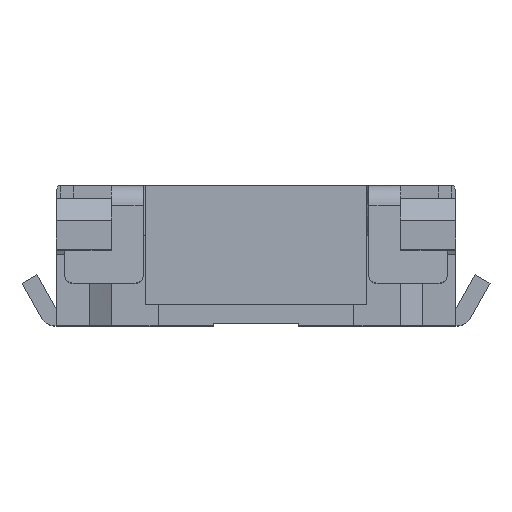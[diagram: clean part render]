
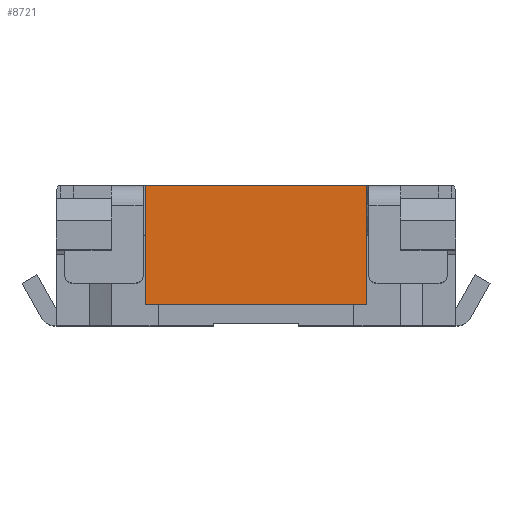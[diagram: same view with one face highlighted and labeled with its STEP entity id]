
A CAD part, top view. The second image highlights one B-rep face of the part: STEP entity #8721.
In plain terms, the highlighted planar face has unit normal (0, 0, 1).
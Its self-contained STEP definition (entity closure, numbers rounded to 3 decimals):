
#774 = ORIENTED_EDGE ( 'NONE', *, *, #8434, .F. ) ;
#776 = ORIENTED_EDGE ( 'NONE', *, *, #8572, .F. ) ;
#777 = ORIENTED_EDGE ( 'NONE', *, *, #8590, .T. ) ;
#781 = ORIENTED_EDGE ( 'NONE', *, *, #8589, .T. ) ;
#1098 = EDGE_LOOP ( 'NONE', ( #781, #776, #774, #777 ) ) ;
#1374 = DIRECTION ( 'NONE',  ( -1., 0., 0. ) ) ;
#1375 = CARTESIAN_POINT ( 'NONE',  ( 1.3, 0.247, 2.75 ) ) ;
#2485 = VECTOR ( 'NONE', #1374, 1000. ) ;
#3505 = VERTEX_POINT ( 'NONE', #4331 ) ;
#3506 = VERTEX_POINT ( 'NONE', #4332 ) ;
#3508 = VERTEX_POINT ( 'NONE', #4334 ) ;
#3509 = VERTEX_POINT ( 'NONE', #4326 ) ;
#4326 = CARTESIAN_POINT ( 'NONE',  ( -1.3, 0.247, 2.75 ) ) ;
#4331 = CARTESIAN_POINT ( 'NONE',  ( -1.3, 1.647, 2.75 ) ) ;
#4332 = CARTESIAN_POINT ( 'NONE',  ( 1.3, 1.647, 2.75 ) ) ;
#4334 = CARTESIAN_POINT ( 'NONE',  ( 1.3, 0.247, 2.75 ) ) ;
#6202 = LINE ( 'NONE', #1375, #2485 ) ;
#6336 = LINE ( 'NONE', #7125, #8213 ) ;
#6359 = LINE ( 'NONE', #7171, #8126 ) ;
#6360 = LINE ( 'NONE', #7140, #8046 ) ;
#6486 = FACE_OUTER_BOUND ( 'NONE', #1098, .T. ) ;
#7125 = CARTESIAN_POINT ( 'NONE',  ( -1.3, 0.247, 2.75 ) ) ;
#7126 = DIRECTION ( 'NONE',  ( 0., 1., 0. ) ) ;
#7140 = CARTESIAN_POINT ( 'NONE',  ( 1.3, 0.247, 2.75 ) ) ;
#7141 = DIRECTION ( 'NONE',  ( 0., 1., 0. ) ) ;
#7171 = CARTESIAN_POINT ( 'NONE',  ( 1.3, 1.647, 2.75 ) ) ;
#7172 = DIRECTION ( 'NONE',  ( -1., 0., 0. ) ) ;
#7518 = PLANE ( 'NONE',  #8149 ) ;
#7519 = CARTESIAN_POINT ( 'NONE',  ( 1.3, 0.247, 2.75 ) ) ;
#7520 = DIRECTION ( 'NONE',  ( 0., 0., 1. ) ) ;
#7521 = DIRECTION ( 'NONE',  ( 1., 0., 0. ) ) ;
#8046 = VECTOR ( 'NONE', #7141, 1000. ) ;
#8126 = VECTOR ( 'NONE', #7172, 1000. ) ;
#8149 = AXIS2_PLACEMENT_3D ( 'NONE', #7519, #7520, #7521 ) ;
#8213 = VECTOR ( 'NONE', #7126, 1000. ) ;
#8434 = EDGE_CURVE ( 'NONE', #3508, #3509, #6202, .T. ) ;
#8572 = EDGE_CURVE ( 'NONE', #3509, #3505, #6336, .T. ) ;
#8589 = EDGE_CURVE ( 'NONE', #3506, #3505, #6359, .T. ) ;
#8590 = EDGE_CURVE ( 'NONE', #3508, #3506, #6360, .T. ) ;
#8721 = ADVANCED_FACE ( 'NONE', ( #6486 ), #7518, .T. ) ;
